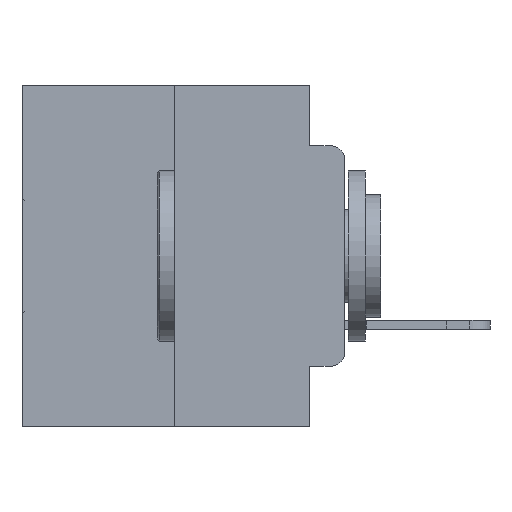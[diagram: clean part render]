
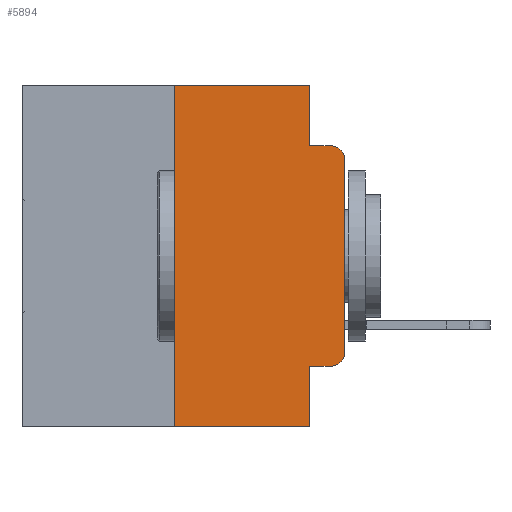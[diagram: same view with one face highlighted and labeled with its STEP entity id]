
A CAD part, left-side view. The second image highlights one B-rep face of the part: STEP entity #5894.
In plain terms, the highlighted planar face has unit normal (-1, 0, 0).
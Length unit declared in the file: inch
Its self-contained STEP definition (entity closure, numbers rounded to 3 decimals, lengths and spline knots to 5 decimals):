
#183 = AXIS2_PLACEMENT_3D ( 'NONE', #1155, #17396, #3559 ) ;
#428 = CARTESIAN_POINT ( 'NONE',  ( 0., 0.473, 0. ) ) ;
#1155 = CARTESIAN_POINT ( 'NONE',  ( 0., 0.02, -0.3915 ) ) ;
#1468 = VERTEX_POINT ( 'NONE', #10501 ) ;
#1791 = ORIENTED_EDGE ( 'NONE', *, *, #23491, .F. ) ;
#2164 = CIRCLE ( 'NONE', #25913, 0.02 ) ;
#2483 = ORIENTED_EDGE ( 'NONE', *, *, #6167, .T. ) ;
#2907 = ORIENTED_EDGE ( 'NONE', *, *, #5580, .T. ) ;
#3199 = DIRECTION ( 'NONE',  ( 0., -1., 0. ) ) ;
#3249 = VERTEX_POINT ( 'NONE', #15838 ) ;
#3559 = DIRECTION ( 'NONE',  ( 0., 0., -1. ) ) ;
#3619 = CARTESIAN_POINT ( 'NONE',  ( 0., 0.051, 0. ) ) ;
#4012 = VECTOR ( 'NONE', #14237, 39.37008 ) ;
#4066 = VECTOR ( 'NONE', #22791, 39.37008 ) ;
#4236 = CARTESIAN_POINT ( 'NONE',  ( 0., 0.473, -0.5 ) ) ;
#5509 = ORIENTED_EDGE ( 'NONE', *, *, #9541, .T. ) ;
#5580 = EDGE_CURVE ( 'NONE', #6224, #19464, #2164, .T. ) ;
#5848 = VERTEX_POINT ( 'NONE', #21037 ) ;
#5894 = ADVANCED_FACE ( 'NONE', ( #11972 ), #19790, .F. ) ;
#5911 = ORIENTED_EDGE ( 'NONE', *, *, #21525, .F. ) ;
#6114 = CARTESIAN_POINT ( 'NONE',  ( 0., 0.02, -0.0885 ) ) ;
#6167 = EDGE_CURVE ( 'NONE', #5848, #20307, #6929, .T. ) ;
#6224 = VERTEX_POINT ( 'NONE', #12352 ) ;
#6357 = AXIS2_PLACEMENT_3D ( 'NONE', #20317, #19751, #19719 ) ;
#6879 = DIRECTION ( 'NONE',  ( 0., 0., 1. ) ) ;
#6929 = LINE ( 'NONE', #14419, #4012 ) ;
#7153 = CARTESIAN_POINT ( 'NONE',  ( 0., 0.25, 0. ) ) ;
#8588 = LINE ( 'NONE', #428, #19367 ) ;
#9541 = EDGE_CURVE ( 'NONE', #1468, #6224, #13530, .T. ) ;
#10501 = CARTESIAN_POINT ( 'NONE',  ( 0., 0., -0.3915 ) ) ;
#10718 = EDGE_CURVE ( 'NONE', #5848, #20313, #16182, .T. ) ;
#10846 = ORIENTED_EDGE ( 'NONE', *, *, #23655, .T. ) ;
#11059 = DIRECTION ( 'NONE',  ( 0., -1., 0. ) ) ;
#11249 = VERTEX_POINT ( 'NONE', #3619 ) ;
#11819 = CIRCLE ( 'NONE', #183, 0.02 ) ;
#11972 = FACE_OUTER_BOUND ( 'NONE', #21273, .T. ) ;
#12352 = CARTESIAN_POINT ( 'NONE',  ( 0., 0., -0.1085 ) ) ;
#13013 = VECTOR ( 'NONE', #3199, 39.37008 ) ;
#13389 = ORIENTED_EDGE ( 'NONE', *, *, #10718, .F. ) ;
#13391 = CARTESIAN_POINT ( 'NONE',  ( 0., 0., 0. ) ) ;
#13530 = LINE ( 'NONE', #13391, #18893 ) ;
#13613 = CARTESIAN_POINT ( 'NONE',  ( 0., 0.051, 0. ) ) ;
#13646 = DIRECTION ( 'NONE',  ( 0., 0., 1. ) ) ;
#14192 = CARTESIAN_POINT ( 'NONE',  ( 0., 0.25, 0. ) ) ;
#14237 = DIRECTION ( 'NONE',  ( 0., -1., 0. ) ) ;
#14419 = CARTESIAN_POINT ( 'NONE',  ( 0., 0.051, -0.4115 ) ) ;
#15590 = ORIENTED_EDGE ( 'NONE', *, *, #16925, .F. ) ;
#15628 = CARTESIAN_POINT ( 'NONE',  ( 0., 0.051, -0.0885 ) ) ;
#15838 = CARTESIAN_POINT ( 'NONE',  ( 0., 0.25, -0.5 ) ) ;
#15868 = EDGE_CURVE ( 'NONE', #3249, #20313, #19117, .T. ) ;
#16182 = LINE ( 'NONE', #19173, #26870 ) ;
#16925 = EDGE_CURVE ( 'NONE', #3249, #29162, #23416, .T. ) ;
#17396 = DIRECTION ( 'NONE',  ( -1., 0., 0. ) ) ;
#18008 = VECTOR ( 'NONE', #6879, 39.37008 ) ;
#18435 = CARTESIAN_POINT ( 'NONE',  ( 0., 0.051, -0.0885 ) ) ;
#18577 = DIRECTION ( 'NONE',  ( 0., 0., -1. ) ) ;
#18893 = VECTOR ( 'NONE', #13646, 39.37008 ) ;
#19117 = LINE ( 'NONE', #4236, #13013 ) ;
#19173 = CARTESIAN_POINT ( 'NONE',  ( 0., 0.051, 0. ) ) ;
#19367 = VECTOR ( 'NONE', #25887, 39.37008 ) ;
#19464 = VERTEX_POINT ( 'NONE', #6114 ) ;
#19719 = DIRECTION ( 'NONE',  ( 0., 0., -1. ) ) ;
#19751 = DIRECTION ( 'NONE',  ( 1., 0., 0. ) ) ;
#19790 = PLANE ( 'NONE',  #6357 ) ;
#20267 = VECTOR ( 'NONE', #11059, 39.37008 ) ;
#20307 = VERTEX_POINT ( 'NONE', #22948 ) ;
#20313 = VERTEX_POINT ( 'NONE', #23048 ) ;
#20317 = CARTESIAN_POINT ( 'NONE',  ( 0., 0.473, 0. ) ) ;
#21037 = CARTESIAN_POINT ( 'NONE',  ( 0., 0.051, -0.4115 ) ) ;
#21273 = EDGE_LOOP ( 'NONE', ( #5509, #2907, #27975, #5911, #1791, #15590, #23163, #13389, #2483, #10846 ) ) ;
#21525 = EDGE_CURVE ( 'NONE', #11249, #24458, #28336, .T. ) ;
#22791 = DIRECTION ( 'NONE',  ( 0., 0., -1. ) ) ;
#22948 = CARTESIAN_POINT ( 'NONE',  ( 0., 0.02, -0.4115 ) ) ;
#23048 = CARTESIAN_POINT ( 'NONE',  ( 0., 0.051, -0.5 ) ) ;
#23163 = ORIENTED_EDGE ( 'NONE', *, *, #15868, .T. ) ;
#23416 = LINE ( 'NONE', #7153, #18008 ) ;
#23491 = EDGE_CURVE ( 'NONE', #29162, #11249, #8588, .T. ) ;
#23655 = EDGE_CURVE ( 'NONE', #20307, #1468, #11819, .T. ) ;
#24458 = VERTEX_POINT ( 'NONE', #18435 ) ;
#25887 = DIRECTION ( 'NONE',  ( 0., -1., 0. ) ) ;
#25913 = AXIS2_PLACEMENT_3D ( 'NONE', #27013, #26946, #26859 ) ;
#26859 = DIRECTION ( 'NONE',  ( 0., 0., -1. ) ) ;
#26870 = VECTOR ( 'NONE', #18577, 39.37008 ) ;
#26946 = DIRECTION ( 'NONE',  ( -1., 0., 0. ) ) ;
#27002 = LINE ( 'NONE', #15628, #20267 ) ;
#27013 = CARTESIAN_POINT ( 'NONE',  ( 0., 0.02, -0.1085 ) ) ;
#27975 = ORIENTED_EDGE ( 'NONE', *, *, #28958, .F. ) ;
#28336 = LINE ( 'NONE', #13613, #4066 ) ;
#28958 = EDGE_CURVE ( 'NONE', #24458, #19464, #27002, .T. ) ;
#29162 = VERTEX_POINT ( 'NONE', #14192 ) ;
